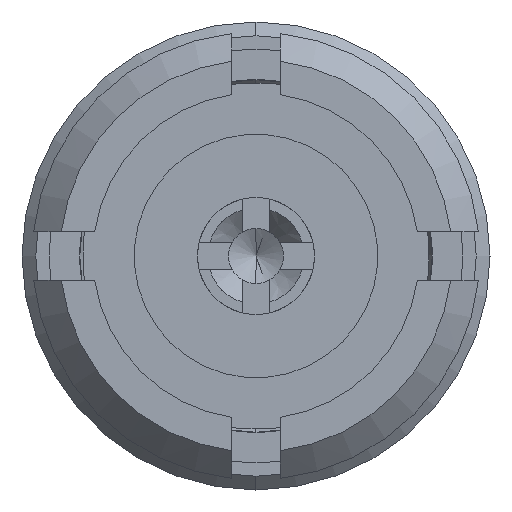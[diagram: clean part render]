
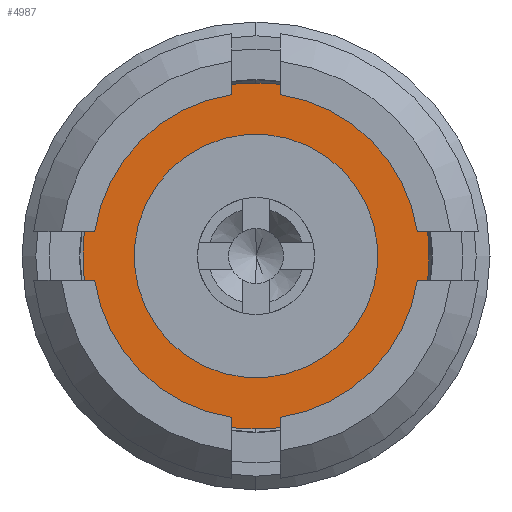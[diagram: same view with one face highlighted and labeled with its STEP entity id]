
A CAD part, left-side view. The second image highlights one B-rep face of the part: STEP entity #4987.
In plain terms, the highlighted face is planar.
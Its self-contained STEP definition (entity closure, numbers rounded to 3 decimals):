
#163 = ORIENTED_EDGE ( 'NONE', *, *, #2107, .F. ) ;
#297 = DIRECTION ( 'NONE',  ( 0., 0., 1. ) ) ;
#371 = EDGE_CURVE ( 'NONE', #5864, #1079, #5615, .T. ) ;
#564 = DIRECTION ( 'NONE',  ( 0., 0., 1. ) ) ;
#594 = DIRECTION ( 'NONE',  ( 0.996, 0.087, 0. ) ) ;
#775 = AXIS2_PLACEMENT_3D ( 'NONE', #5128, #564, #2083 ) ;
#1071 = EDGE_CURVE ( 'NONE', #1079, #5864, #4549, .T. ) ;
#1079 = VERTEX_POINT ( 'NONE', #3146 ) ;
#1171 = CIRCLE ( 'NONE', #3943, 0.885 ) ;
#1361 = AXIS2_PLACEMENT_3D ( 'NONE', #2334, #297, #2773 ) ;
#1437 = CARTESIAN_POINT ( 'NONE',  ( -0.11, 1.255, 0.32 ) ) ;
#1482 = VERTEX_POINT ( 'NONE', #2333 ) ;
#1547 = FACE_OUTER_BOUND ( 'NONE', #3714, .T. ) ;
#1594 = AXIS2_PLACEMENT_3D ( 'NONE', #4857, #4362, #5916 ) ;
#1636 = DIRECTION ( 'NONE',  ( 0., 0., 1. ) ) ;
#1802 = AXIS2_PLACEMENT_3D ( 'NONE', #1437, #3536, #3038 ) ;
#1869 = CIRCLE ( 'NONE', #1361, 0.885 ) ;
#2083 = DIRECTION ( 'NONE',  ( 0.996, 0.087, 0. ) ) ;
#2107 = EDGE_CURVE ( 'NONE', #5837, #1482, #1171, .T. ) ;
#2333 = CARTESIAN_POINT ( 'NONE',  ( -0.882, -0.077, 0.32 ) ) ;
#2334 = CARTESIAN_POINT ( 'NONE',  ( 0., 0., 0.32 ) ) ;
#2773 = DIRECTION ( 'NONE',  ( 0.996, 0.087, 0. ) ) ;
#3038 = DIRECTION ( 'NONE',  ( -0.996, -0.087, 0. ) ) ;
#3146 = CARTESIAN_POINT ( 'NONE',  ( -1.255, -0.11, 0.32 ) ) ;
#3341 = CARTESIAN_POINT ( 'NONE',  ( 0.882, 0.077, 0.32 ) ) ;
#3536 = DIRECTION ( 'NONE',  ( 0., 0., -1. ) ) ;
#3714 = EDGE_LOOP ( 'NONE', ( #4017, #6620 ) ) ;
#3817 = FACE_BOUND ( 'NONE', #5460, .T. ) ;
#3818 = EDGE_CURVE ( 'NONE', #1482, #5837, #1869, .T. ) ;
#3943 = AXIS2_PLACEMENT_3D ( 'NONE', #5995, #1636, #594 ) ;
#4017 = ORIENTED_EDGE ( 'NONE', *, *, #371, .T. ) ;
#4362 = DIRECTION ( 'NONE',  ( 0., 0., 1. ) ) ;
#4549 = CIRCLE ( 'NONE', #775, 1.26 ) ;
#4857 = CARTESIAN_POINT ( 'NONE',  ( 0., 0., 0.32 ) ) ;
#4987 = ADVANCED_FACE ( 'NONE', ( #3817, #1547 ), #5077, .F. ) ;
#5077 = PLANE ( 'NONE',  #1802 ) ;
#5128 = CARTESIAN_POINT ( 'NONE',  ( 0., 0., 0.32 ) ) ;
#5439 = CARTESIAN_POINT ( 'NONE',  ( 1.255, 0.11, 0.32 ) ) ;
#5460 = EDGE_LOOP ( 'NONE', ( #163, #5870 ) ) ;
#5615 = CIRCLE ( 'NONE', #1594, 1.26 ) ;
#5837 = VERTEX_POINT ( 'NONE', #3341 ) ;
#5864 = VERTEX_POINT ( 'NONE', #5439 ) ;
#5870 = ORIENTED_EDGE ( 'NONE', *, *, #3818, .F. ) ;
#5916 = DIRECTION ( 'NONE',  ( 0.996, 0.087, 0. ) ) ;
#5995 = CARTESIAN_POINT ( 'NONE',  ( 0., 0., 0.32 ) ) ;
#6620 = ORIENTED_EDGE ( 'NONE', *, *, #1071, .T. ) ;
